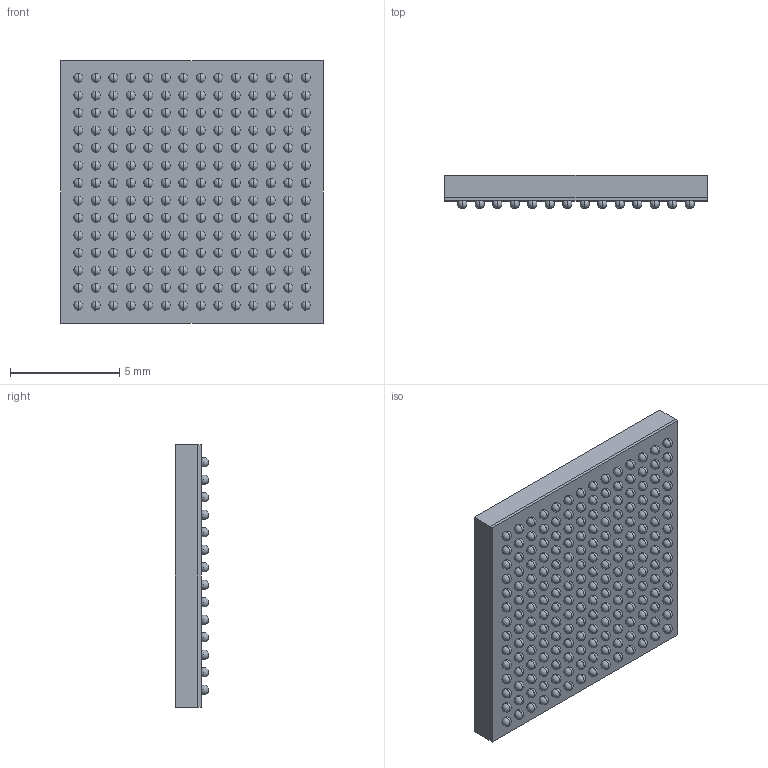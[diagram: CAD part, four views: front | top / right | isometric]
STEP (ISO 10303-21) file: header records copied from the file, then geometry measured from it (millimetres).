
FILE_DESCRIPTION (( 'STEP AP214' ), '1' );
FILE_NAME ('MIMXRT1062DVJ6B.STEP', '2023-09-29T16:38:07', ( '' ), ( '' ), 'SwSTEP 2.0', 'SolidWorks 2021', '' );
FILE_SCHEMA (( 'AUTOMOTIVE_DESIGN' ));
Length unit declared in the file: millimetre
Products named in the file (1): MIMXRT1062DVJ6B
Bounding box: 12 x 1.52 x 12 mm (x, y, z)
Volume: 178.1 mm3; surface area: 747.5 mm2
Topology: 199 solids, 199 shells, 607 faces, 1800 edges, 1200 vertices
Faces by surface type: sphere 392, plane 211, cylinder 4
Entity records: 15230 total; most frequent: DIRECTION 2828, CARTESIAN_POINT 2040, ORIENTED_EDGE 1640, AXIS2_PLACEMENT_3D 1400, EDGE_CURVE 820, CIRCLE 792, VERTEX_POINT 612, EDGE_LOOP 608
